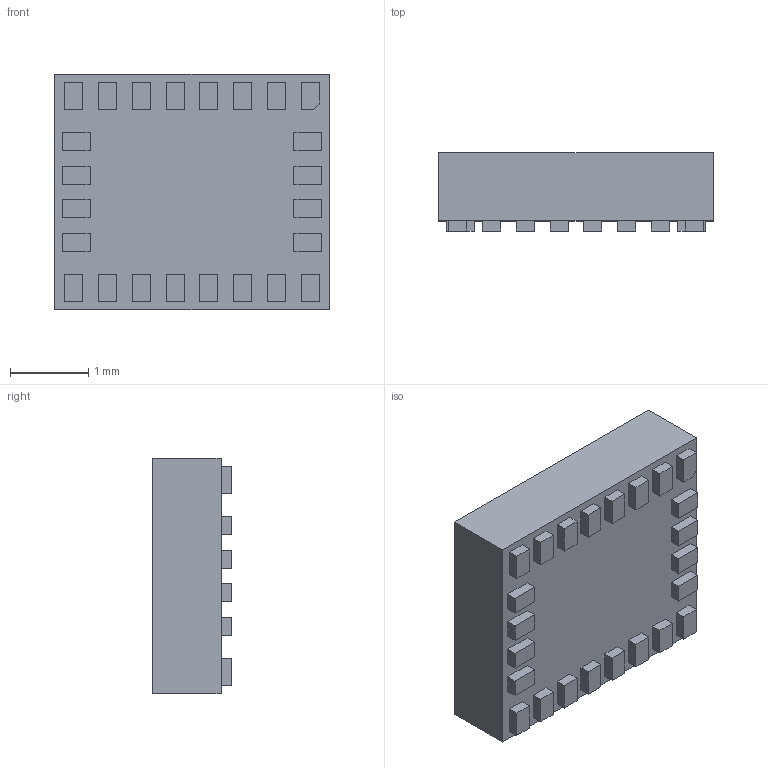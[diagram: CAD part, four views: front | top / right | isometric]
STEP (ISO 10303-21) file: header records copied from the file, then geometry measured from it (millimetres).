
FILE_DESCRIPTION (( 'STEP AP214' ), '1' );
FILE_NAME ('LGA-24L_3x3.5mm_Pitch043mm.STEP', '2018-01-31T15:04:03', ( '' ), ( '' ), 'SwSTEP 2.0', 'SolidWorks 2018', '' );
FILE_SCHEMA (( 'AUTOMOTIVE_DESIGN' ));
Length unit declared in the file: millimetre
Products named in the file (1): LGA-24L_3x3.5mm_Pitch043mm
Bounding box: 3.5 x 1 x 3 mm (x, y, z)
Volume: 9.4 mm3; surface area: 36 mm2
Topology: 1 solids, 1 shells, 130 faces, 309 edges, 206 vertices
Faces by surface type: plane 128, cone 2
Entity records: 5075 total; most frequent: CARTESIAN_POINT 646, ORIENTED_EDGE 618, DIRECTION 575, EDGE_CURVE 309, LINE 305, VECTOR 305, VERTEX_POINT 206, EDGE_LOOP 155
